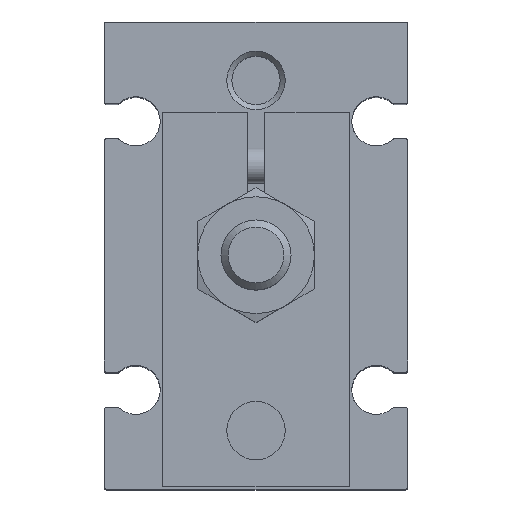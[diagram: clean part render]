
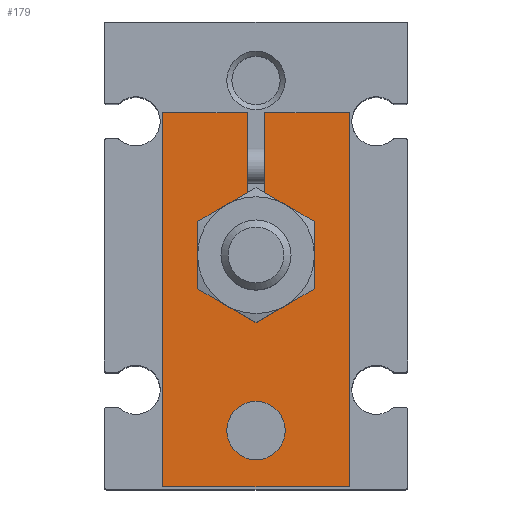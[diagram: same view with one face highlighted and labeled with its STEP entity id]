
A CAD part, top view. The second image highlights one B-rep face of the part: STEP entity #179.
In plain terms, the highlighted planar face has unit normal (0, 0, 1).
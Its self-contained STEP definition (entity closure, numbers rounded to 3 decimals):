
#179 = ADVANCED_FACE( '', ( #344, #345 ), #346, .T. );
#344 = FACE_BOUND( '', #701, .T. );
#345 = FACE_OUTER_BOUND( '', #702, .T. );
#346 = PLANE( '', #703 );
#701 = EDGE_LOOP( '', ( #1106 ) );
#702 = EDGE_LOOP( '', ( #1107, #1108, #1109, #1110, #1111, #1112, #1113, #1114 ) );
#703 = AXIS2_PLACEMENT_3D( '', #1115, #1116, #1117 );
#1106 = ORIENTED_EDGE( '', *, *, #2191, .F. );
#1107 = ORIENTED_EDGE( '', *, *, #2192, .T. );
#1108 = ORIENTED_EDGE( '', *, *, #2193, .T. );
#1109 = ORIENTED_EDGE( '', *, *, #2194, .T. );
#1110 = ORIENTED_EDGE( '', *, *, #2195, .T. );
#1111 = ORIENTED_EDGE( '', *, *, #2196, .T. );
#1112 = ORIENTED_EDGE( '', *, *, #2197, .T. );
#1113 = ORIENTED_EDGE( '', *, *, #2198, .F. );
#1114 = ORIENTED_EDGE( '', *, *, #2199, .T. );
#1115 = CARTESIAN_POINT( '', ( 0., 0., 9. ) );
#1116 = DIRECTION( '', ( 0., 0., 1. ) );
#1117 = DIRECTION( '', ( 1., 0., 0. ) );
#2191 = EDGE_CURVE( '', #2564, #2564, #2565, .T. );
#2192 = EDGE_CURVE( '', #2566, #2567, #2568, .T. );
#2193 = EDGE_CURVE( '', #2567, #2569, #2570, .T. );
#2194 = EDGE_CURVE( '', #2569, #2571, #2572, .T. );
#2195 = EDGE_CURVE( '', #2571, #2573, #2574, .T. );
#2196 = EDGE_CURVE( '', #2573, #2575, #2576, .T. );
#2197 = EDGE_CURVE( '', #2575, #2577, #2578, .T. );
#2198 = EDGE_CURVE( '', #2579, #2577, #2580, .T. );
#2199 = EDGE_CURVE( '', #2579, #2566, #2581, .T. );
#2564 = VERTEX_POINT( '', #3250 );
#2565 = CIRCLE( '', #3251, 2.5 );
#2566 = VERTEX_POINT( '', #3252 );
#2567 = VERTEX_POINT( '', #3253 );
#2568 = LINE( '', #3254, #3255 );
#2569 = VERTEX_POINT( '', #3256 );
#2570 = LINE( '', #3257, #3258 );
#2571 = VERTEX_POINT( '', #3259 );
#2572 = LINE( '', #3260, #3261 );
#2573 = VERTEX_POINT( '', #3262 );
#2574 = LINE( '', #3263, #3264 );
#2575 = VERTEX_POINT( '', #3265 );
#2576 = LINE( '', #3266, #3267 );
#2577 = VERTEX_POINT( '', #3268 );
#2578 = LINE( '', #3269, #3270 );
#2579 = VERTEX_POINT( '', #3271 );
#2580 = CIRCLE( '', #3272, 4. );
#2581 = LINE( '', #3273, #3274 );
#3250 = CARTESIAN_POINT( '', ( 2.5, -15., 9. ) );
#3251 = AXIS2_PLACEMENT_3D( '', #4556, #4557, #4558 );
#3252 = CARTESIAN_POINT( '', ( -0.75, 12.2, 9. ) );
#3253 = CARTESIAN_POINT( '', ( -8., 12.2, 9. ) );
#3254 = CARTESIAN_POINT( '', ( -0.75, 12.2, 9. ) );
#3255 = VECTOR( '', #4559, 1000. );
#3256 = CARTESIAN_POINT( '', ( -8., -19.8, 9. ) );
#3257 = CARTESIAN_POINT( '', ( -8., 12.2, 9. ) );
#3258 = VECTOR( '', #4560, 1000. );
#3259 = CARTESIAN_POINT( '', ( 8., -19.8, 9. ) );
#3260 = CARTESIAN_POINT( '', ( -8., -19.8, 9. ) );
#3261 = VECTOR( '', #4561, 1000. );
#3262 = CARTESIAN_POINT( '', ( 8., 12.2, 9. ) );
#3263 = CARTESIAN_POINT( '', ( 8., -19.8, 9. ) );
#3264 = VECTOR( '', #4562, 1000. );
#3265 = CARTESIAN_POINT( '', ( 0.75, 12.2, 9. ) );
#3266 = CARTESIAN_POINT( '', ( 8., 12.2, 9. ) );
#3267 = VECTOR( '', #4563, 1000. );
#3268 = CARTESIAN_POINT( '', ( 0.75, 3.929, 9. ) );
#3269 = CARTESIAN_POINT( '', ( 0.75, 12.2, 9. ) );
#3270 = VECTOR( '', #4564, 1000. );
#3271 = CARTESIAN_POINT( '', ( -0.75, 3.929, 9. ) );
#3272 = AXIS2_PLACEMENT_3D( '', #4565, #4566, #4567 );
#3273 = CARTESIAN_POINT( '', ( -0.75, 3.929, 9. ) );
#3274 = VECTOR( '', #4568, 1000. );
#4556 = CARTESIAN_POINT( '', ( 0., -15., 9. ) );
#4557 = DIRECTION( '', ( 0., 0., 1. ) );
#4558 = DIRECTION( '', ( 1., 0., 0. ) );
#4559 = DIRECTION( '', ( -1., 0., 0. ) );
#4560 = DIRECTION( '', ( 0., -1., 0. ) );
#4561 = DIRECTION( '', ( 1., 0., 0. ) );
#4562 = DIRECTION( '', ( 0., 1., 0. ) );
#4563 = DIRECTION( '', ( -1., 0., 0. ) );
#4564 = DIRECTION( '', ( 0., -1., 0. ) );
#4565 = CARTESIAN_POINT( '', ( 0., 0., 9. ) );
#4566 = DIRECTION( '', ( 0., 0., 1. ) );
#4567 = DIRECTION( '', ( 1., 0., 0. ) );
#4568 = DIRECTION( '', ( 0., 1., 0. ) );
